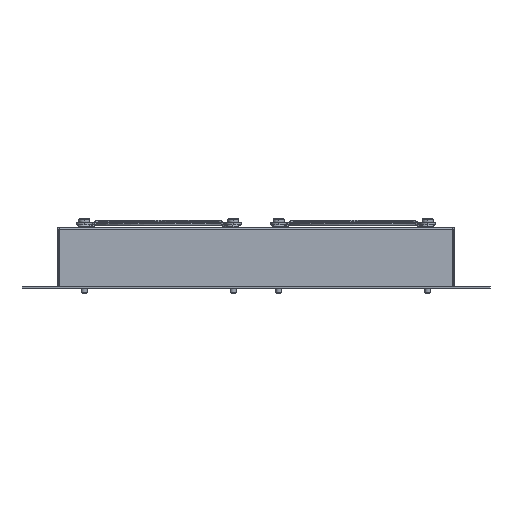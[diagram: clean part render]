
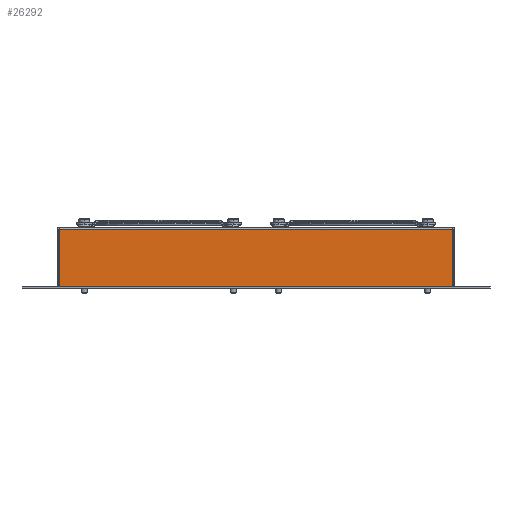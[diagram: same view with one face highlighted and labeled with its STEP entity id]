
A CAD part, left-side view. The second image highlights one B-rep face of the part: STEP entity #26292.
In plain terms, the highlighted planar face has unit normal (-1, 0, 0).
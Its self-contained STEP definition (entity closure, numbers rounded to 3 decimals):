
#1391 = VERTEX_POINT ( 'NONE', #13769 ) ;
#1839 = EDGE_LOOP ( 'NONE', ( #28827, #23258, #32458, #3018 ) ) ;
#3018 = ORIENTED_EDGE ( 'NONE', *, *, #26027, .T. ) ;
#3345 = EDGE_CURVE ( 'NONE', #7789, #10953, #17882, .T. ) ;
#4015 = DIRECTION ( 'NONE',  ( 0., 0., -1. ) ) ;
#4070 = VERTEX_POINT ( 'NONE', #19194 ) ;
#4103 = CARTESIAN_POINT ( 'NONE',  ( -192.5, 43., 138.7 ) ) ;
#4947 = CARTESIAN_POINT ( 'NONE',  ( -192.5, 43., -138.7 ) ) ;
#6549 = LINE ( 'NONE', #27287, #11718 ) ;
#6798 = LINE ( 'NONE', #4103, #29245 ) ;
#7496 = PLANE ( 'NONE',  #28703 ) ;
#7789 = VERTEX_POINT ( 'NONE', #20140 ) ;
#7832 = DIRECTION ( 'NONE',  ( 0., 1., 0. ) ) ;
#10953 = VERTEX_POINT ( 'NONE', #31655 ) ;
#11332 = LINE ( 'NONE', #21724, #30322 ) ;
#11718 = VECTOR ( 'NONE', #4015, 1000. ) ;
#13769 = CARTESIAN_POINT ( 'NONE',  ( -192.5, 41.7, 138.7 ) ) ;
#17015 = DIRECTION ( 'NONE',  ( 0., 1., 0. ) ) ;
#17083 = EDGE_CURVE ( 'NONE', #7789, #1391, #11332, .T. ) ;
#17194 = CARTESIAN_POINT ( 'NONE',  ( -192.5, 43., -138.7 ) ) ;
#17707 = DIRECTION ( 'NONE',  ( 0., -1., 0. ) ) ;
#17882 = LINE ( 'NONE', #17194, #33165 ) ;
#19194 = CARTESIAN_POINT ( 'NONE',  ( -192.5, 1.3, 138.7 ) ) ;
#20140 = CARTESIAN_POINT ( 'NONE',  ( -192.5, 41.7, -138.7 ) ) ;
#20749 = FACE_OUTER_BOUND ( 'NONE', #1839, .T. ) ;
#21389 = DIRECTION ( 'NONE',  ( 0., 0., 1. ) ) ;
#21622 = EDGE_CURVE ( 'NONE', #4070, #10953, #6549, .T. ) ;
#21724 = CARTESIAN_POINT ( 'NONE',  ( -192.5, 41.7, -138.7 ) ) ;
#23258 = ORIENTED_EDGE ( 'NONE', *, *, #3345, .T. ) ;
#26027 = EDGE_CURVE ( 'NONE', #4070, #1391, #6798, .T. ) ;
#26292 = ADVANCED_FACE ( 'NONE', ( #20749 ), #7496, .F. ) ;
#27287 = CARTESIAN_POINT ( 'NONE',  ( -192.5, 1.3, -138.7 ) ) ;
#28703 = AXIS2_PLACEMENT_3D ( 'NONE', #4947, #31138, #7832 ) ;
#28827 = ORIENTED_EDGE ( 'NONE', *, *, #17083, .F. ) ;
#29245 = VECTOR ( 'NONE', #17015, 1000. ) ;
#30322 = VECTOR ( 'NONE', #21389, 1000. ) ;
#31138 = DIRECTION ( 'NONE',  ( 1., 0., 0. ) ) ;
#31655 = CARTESIAN_POINT ( 'NONE',  ( -192.5, 1.3, -138.7 ) ) ;
#32458 = ORIENTED_EDGE ( 'NONE', *, *, #21622, .F. ) ;
#33165 = VECTOR ( 'NONE', #17707, 1000. ) ;
